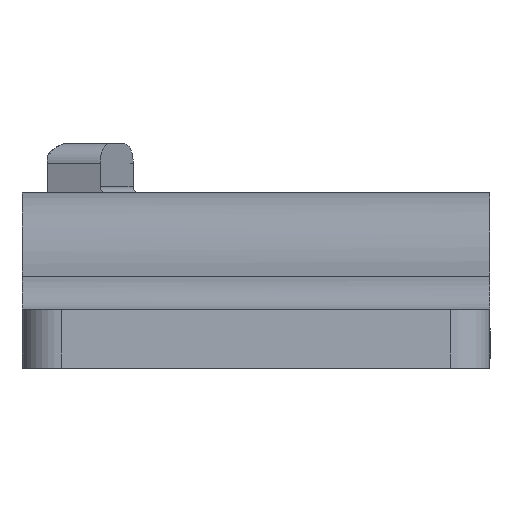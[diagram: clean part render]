
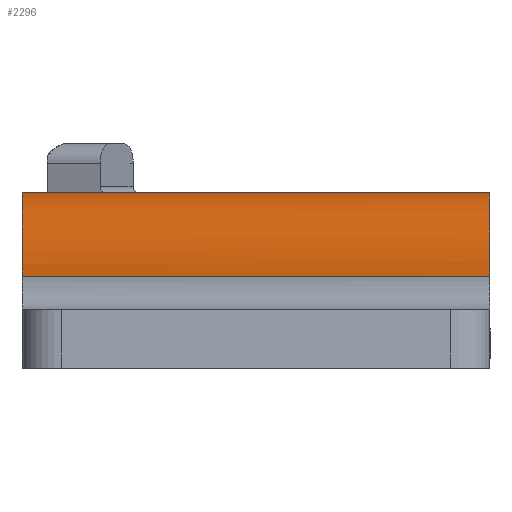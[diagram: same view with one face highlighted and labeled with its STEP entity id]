
A CAD part, left-side view. The second image highlights one B-rep face of the part: STEP entity #2296.
In plain terms, the highlighted cylindrical face has radius 5 mm (diameter 10 mm), a partial arc.
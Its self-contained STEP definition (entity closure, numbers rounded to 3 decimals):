
#18=ELLIPSE('',#2486,5.321,5.);
#25=ELLIPSE('',#2504,5.321,5.);
#159=LINE('',#3604,#357);
#292=LINE('',#4077,#490);
#357=VECTOR('',#2805,10.);
#490=VECTOR('',#3248,2.);
#547=CYLINDRICAL_SURFACE('',#2572,5.);
#668=FACE_OUTER_BOUND('',#798,.T.);
#798=EDGE_LOOP('',(#2129,#2130,#2131,#2132));
#1007=VERTEX_POINT('',#3601);
#1008=VERTEX_POINT('',#3603);
#1100=VERTEX_POINT('',#3886);
#1109=VERTEX_POINT('',#3926);
#1264=EDGE_CURVE('',#1008,#1007,#159,.T.);
#1391=EDGE_CURVE('',#1007,#1100,#18,.T.);
#1410=EDGE_CURVE('',#1109,#1008,#25,.T.);
#1485=EDGE_CURVE('',#1109,#1100,#292,.T.);
#2129=ORIENTED_EDGE('',*,*,#1485,.F.);
#2130=ORIENTED_EDGE('',*,*,#1410,.T.);
#2131=ORIENTED_EDGE('',*,*,#1264,.T.);
#2132=ORIENTED_EDGE('',*,*,#1391,.T.);
#2296=ADVANCED_FACE('',(#668),#547,.T.);
#2486=AXIS2_PLACEMENT_3D('',#3888,#3034,#3035);
#2504=AXIS2_PLACEMENT_3D('',#3927,#3082,#3083);
#2572=AXIS2_PLACEMENT_3D('',#4090,#3268,#3269);
#2805=DIRECTION('',(0.342,0.94,0.));
#3034=DIRECTION('center_axis',(0.,-1.,0.));
#3035=DIRECTION('ref_axis',(-1.,0.,0.));
#3082=DIRECTION('center_axis',(0.,1.,0.));
#3083=DIRECTION('ref_axis',(-1.,0.,0.));
#3248=DIRECTION('',(0.342,0.94,0.));
#3268=DIRECTION('center_axis',(-0.342,-0.94,0.));
#3269=DIRECTION('ref_axis',(-0.664,0.242,0.707));
#3601=CARTESIAN_POINT('',(-20.944,12.,7.5));
#3603=CARTESIAN_POINT('',(-29.679,-12.,7.5));
#3604=CARTESIAN_POINT('',(-22.13,8.741,7.5));
#3886=CARTESIAN_POINT('',(-26.21,12.,3.214));
#3888=CARTESIAN_POINT('Origin',(-20.944,12.,2.5));
#3926=CARTESIAN_POINT('',(-34.945,-12.,3.214));
#3927=CARTESIAN_POINT('Origin',(-29.679,-12.,2.5));
#4077=CARTESIAN_POINT('',(-26.78,10.433,3.214));
#4090=CARTESIAN_POINT('Origin',(-22.13,8.741,2.5));
